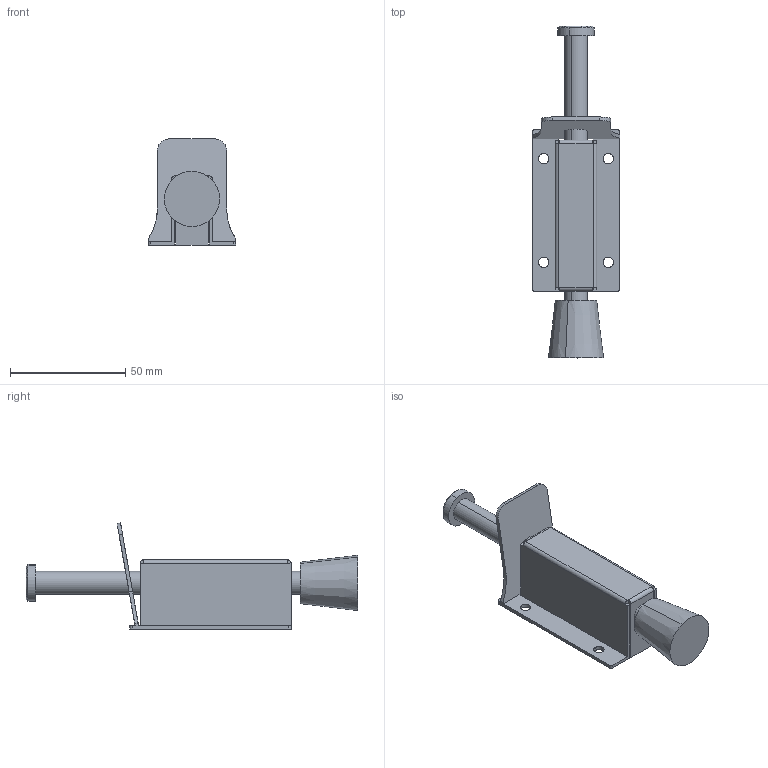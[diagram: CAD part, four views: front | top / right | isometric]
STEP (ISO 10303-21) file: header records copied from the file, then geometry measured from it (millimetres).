
FILE_DESCRIPTION (( 'STEP AP203' ), '1' );
FILE_NAME ('K-1710-2.STEP', '2013-03-22T06:06:11', ( '11sw' ), ( 'タキゲン製造株式会社' ), 'SwSTEP 2.0', 'SolidWorks 2011', '' );
FILE_SCHEMA (( 'CONFIG_CONTROL_DESIGN' ));
Length unit declared in the file: millimetre
Products named in the file (3): K-1710僗僩僢僷乕__K-1710-2_; K-1710-2; K-1710本体__K-1710-2_
Assembly tree (2 placements, depth 2):
  K-1710-2
    K-1710本体__K-1710-2_
    K-1710僗僩僢僷乕__K-1710-2_
Bounding box: 38 x 144 x 46 mm (x, y, z)
Volume: 30781.9 mm3; surface area: 23779.9 mm2
Topology: 2 solids, 2 shells, 82 faces, 212 edges, 134 vertices
Faces by surface type: plane 48, cylinder 30, cone 4
Entity records: 2815 total; most frequent: CARTESIAN_POINT 457, DIRECTION 436, ORIENTED_EDGE 424, EDGE_CURVE 212, VECTOR 146, LINE 146, AXIS2_PLACEMENT_3D 145, VERTEX_POINT 134
